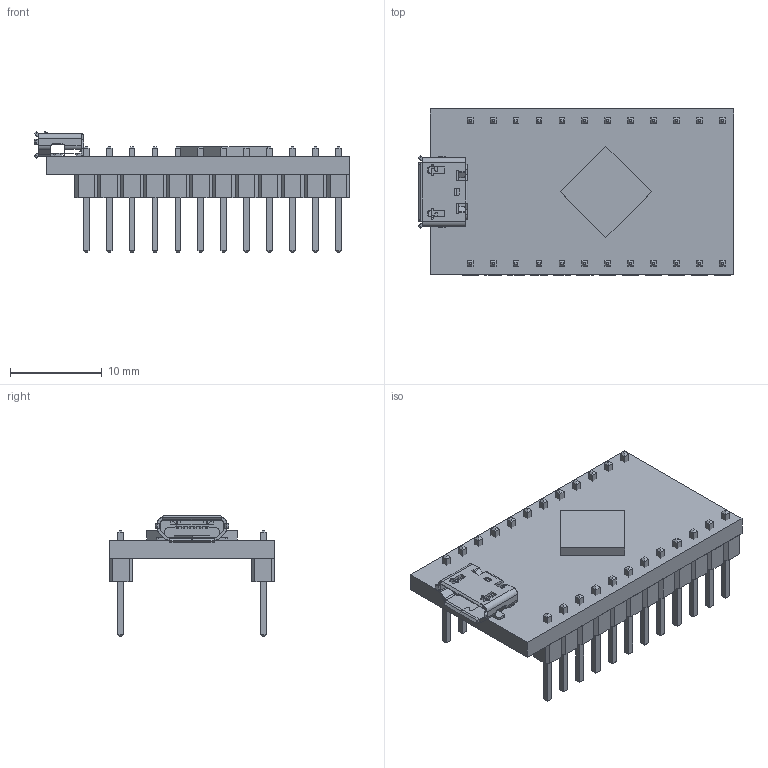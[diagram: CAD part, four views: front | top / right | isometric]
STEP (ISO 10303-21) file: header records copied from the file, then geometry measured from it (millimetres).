
FILE_DESCRIPTION (( 'STEP AP214' ), '1' );
FILE_NAME ('Arduino Pro Micro.STEP', '2019-10-22T18:38:00', ( '' ), ( '' ), 'SwSTEP 2.0', 'SolidWorks 2013', '' );
FILE_SCHEMA (( 'AUTOMOTIVE_DESIGN' ));
Length unit declared in the file: millimetre
Products named in the file (1): Arduino Pro Micro
Bounding box: 34.43 x 18.1 x 13.23 mm (x, y, z)
Surface area: 2878.1 mm2 (no closed solid volume)
Topology: 0 solids, 35 shells, 741 faces, 2170 edges, 1456 vertices
Faces by surface type: plane 654, cylinder 79, bspline 8
Entity records: 31982 total; most frequent: CARTESIAN_POINT 4534, DIRECTION 3836, ORIENTED_EDGE 3734, EDGE_CURVE 2162, LINE 1920, VECTOR 1920, VERTEX_POINT 1456, AXIS2_PLACEMENT_3D 958
